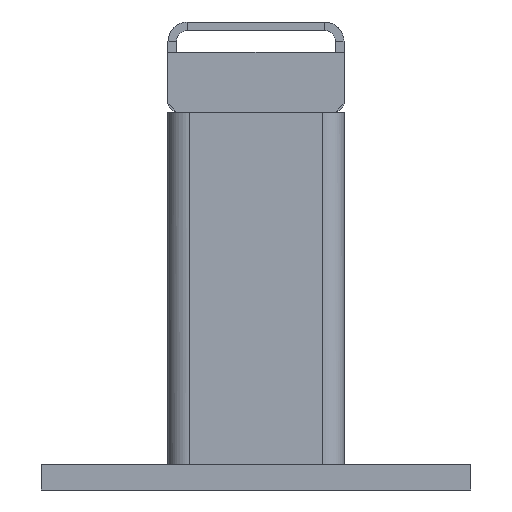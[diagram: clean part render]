
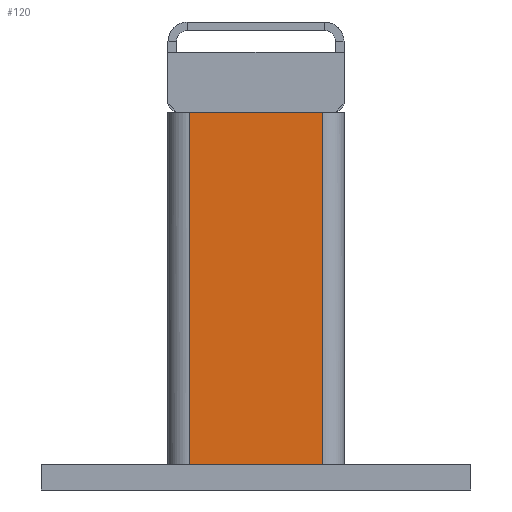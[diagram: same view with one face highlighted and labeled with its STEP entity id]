
A CAD part, front view. The second image highlights one B-rep face of the part: STEP entity #120.
In plain terms, the highlighted planar face has unit normal (0, -1, 0).
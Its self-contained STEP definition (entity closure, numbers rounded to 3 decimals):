
#120=ADVANCED_FACE('',(#256),#1827,.T.);
#256=FACE_OUTER_BOUND('',#392,.T.);
#392=EDGE_LOOP('',(#802,#803,#804,#805));
#802=ORIENTED_EDGE('',*,*,#1204,.T.);
#803=ORIENTED_EDGE('',*,*,#1203,.F.);
#804=ORIENTED_EDGE('',*,*,#1205,.T.);
#805=ORIENTED_EDGE('',*,*,#1206,.T.);
#1203=EDGE_CURVE('',#1687,#1686,#1338,.T.);
#1204=EDGE_CURVE('',#1688,#1686,#1515,.T.);
#1205=EDGE_CURVE('',#1687,#1689,#1516,.T.);
#1206=EDGE_CURVE('',#1689,#1688,#1517,.T.);
#1338=(
BOUNDED_CURVE()
B_SPLINE_CURVE(1,(#3196,#3197),.UNSPECIFIED.,.F.,.F.)
B_SPLINE_CURVE_WITH_KNOTS((2,2),(0.,82.),.UNSPECIFIED.)
CURVE()
GEOMETRIC_REPRESENTATION_ITEM()
RATIONAL_B_SPLINE_CURVE((1.,1.))
REPRESENTATION_ITEM('')
);
#1515=B_SPLINE_CURVE_WITH_KNOTS('',1,(#3198,#3199),.UNSPECIFIED.,.F.,.F.,
(2,2),(-31.,0.),.UNSPECIFIED.);
#1516=B_SPLINE_CURVE_WITH_KNOTS('',1,(#3200,#3201),.UNSPECIFIED.,.F.,.F.,
(2,2),(0.,31.),.UNSPECIFIED.);
#1517=B_SPLINE_CURVE_WITH_KNOTS('',1,(#3202,#3203),.UNSPECIFIED.,.F.,.F.,
(2,2),(0.,82.),.UNSPECIFIED.);
#1686=VERTEX_POINT('',#3035);
#1687=VERTEX_POINT('',#3036);
#1688=VERTEX_POINT('',#3037);
#1689=VERTEX_POINT('',#3038);
#1827=PLANE('',#2110);
#2110=AXIS2_PLACEMENT_3D('',#2912,#2222,$);
#2222=DIRECTION('',(0.,-1.,0.));
#2912=CARTESIAN_POINT('',(-18.601,13.,96.201));
#3035=CARTESIAN_POINT('',(15.5,13.,6.));
#3036=CARTESIAN_POINT('',(15.5,13.,88.));
#3037=CARTESIAN_POINT('',(-15.5,13.,6.));
#3038=CARTESIAN_POINT('',(-15.5,13.,88.));
#3196=CARTESIAN_POINT('',(15.5,13.,88.));
#3197=CARTESIAN_POINT('',(15.5,13.,6.));
#3198=CARTESIAN_POINT('',(-15.5,13.,6.));
#3199=CARTESIAN_POINT('',(15.5,13.,6.));
#3200=CARTESIAN_POINT('',(15.5,13.,88.));
#3201=CARTESIAN_POINT('',(-15.5,13.,88.));
#3202=CARTESIAN_POINT('',(-15.5,13.,88.));
#3203=CARTESIAN_POINT('',(-15.5,13.,6.));
